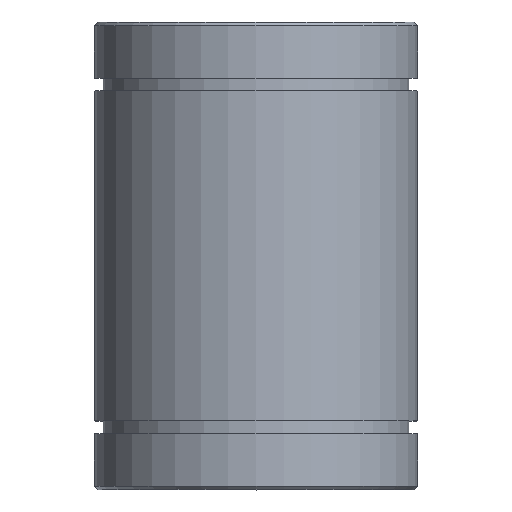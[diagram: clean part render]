
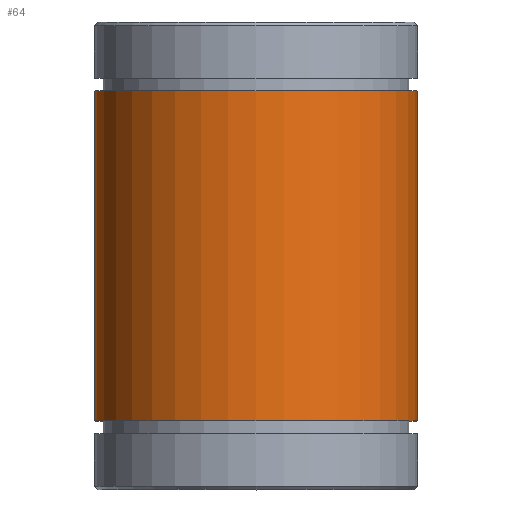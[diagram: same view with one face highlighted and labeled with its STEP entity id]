
A CAD part, top view. The second image highlights one B-rep face of the part: STEP entity #64.
In plain terms, the highlighted cylindrical face has radius 23.5 mm (diameter 47 mm), a full revolution.
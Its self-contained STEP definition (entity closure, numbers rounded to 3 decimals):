
#64 = ADVANCED_FACE( '', ( #137, #138 ), #139, .T. );
#137 = FACE_OUTER_BOUND( '', #208, .T. );
#138 = FACE_OUTER_BOUND( '', #209, .T. );
#139 = CYLINDRICAL_SURFACE( '', #210, 23.5 );
#208 = EDGE_LOOP( '', ( #297 ) );
#209 = EDGE_LOOP( '', ( #298 ) );
#210 = AXIS2_PLACEMENT_3D( '', #299, #300, #301 );
#297 = ORIENTED_EDGE( '', *, *, #330, .F. );
#298 = ORIENTED_EDGE( '', *, *, #348, .T. );
#299 = CARTESIAN_POINT( '', ( 0., -60., 0. ) );
#300 = DIRECTION( '', ( 0., 1., 0. ) );
#301 = DIRECTION( '', ( 0., 0., -1. ) );
#330 = EDGE_CURVE( '', #368, #368, #369, .T. );
#348 = EDGE_CURVE( '', #395, #395, #396, .T. );
#368 = VERTEX_POINT( '', #416 );
#369 = CIRCLE( '', #417, 23.5 );
#395 = VERTEX_POINT( '', #443 );
#396 = CIRCLE( '', #444, 23.5 );
#416 = CARTESIAN_POINT( '', ( 0., -24., -23.5 ) );
#417 = AXIS2_PLACEMENT_3D( '', #466, #467, #468 );
#443 = CARTESIAN_POINT( '', ( 0., 24., -23.5 ) );
#444 = AXIS2_PLACEMENT_3D( '', #493, #494, #495 );
#466 = CARTESIAN_POINT( '', ( 0., -24., 0. ) );
#467 = DIRECTION( '', ( 0., -1., 0. ) );
#468 = DIRECTION( '', ( 0., 0., -1. ) );
#493 = CARTESIAN_POINT( '', ( 0., 24., 0. ) );
#494 = DIRECTION( '', ( 0., -1., 0. ) );
#495 = DIRECTION( '', ( 0., 0., -1. ) );
